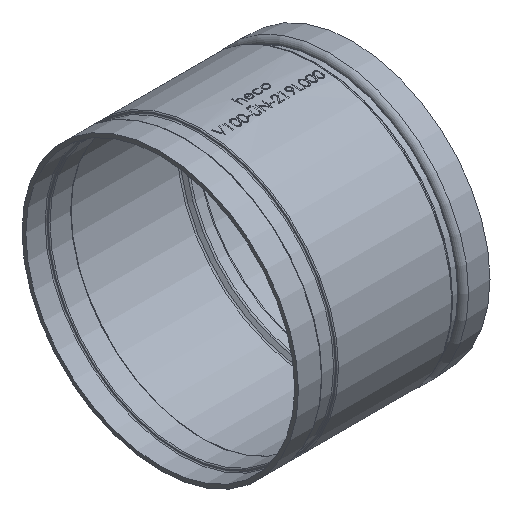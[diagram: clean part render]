
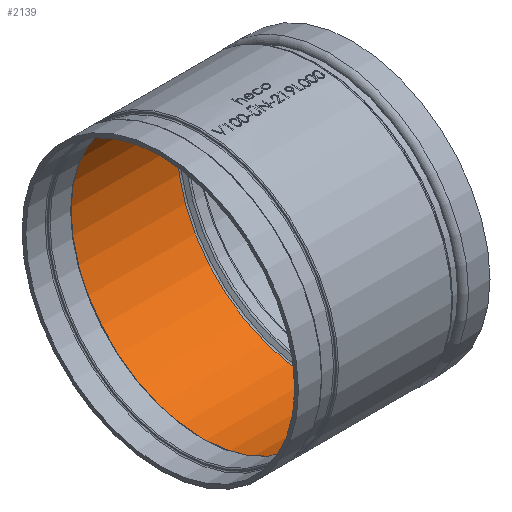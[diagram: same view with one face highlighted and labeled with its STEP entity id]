
A CAD part, isometric view. The second image highlights one B-rep face of the part: STEP entity #2139.
In plain terms, the highlighted cylindrical face has radius 106.54 mm (diameter 213.081 mm), a full revolution.
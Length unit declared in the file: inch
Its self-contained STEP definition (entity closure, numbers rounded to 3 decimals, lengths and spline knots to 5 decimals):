
#545 = DIRECTION ( 'NONE',  ( 1., 0., 0. ) ) ;
#905 = EDGE_LOOP ( 'NONE', ( #16597 ) ) ;
#1441 = CARTESIAN_POINT ( 'NONE',  ( 3.04602, 0., 0. ) ) ;
#2139 = ADVANCED_FACE ( 'NONE', ( #12001, #14613 ), #9228, .F. ) ;
#2656 = DIRECTION ( 'NONE',  ( -1., 0., 0. ) ) ;
#3061 = AXIS2_PLACEMENT_3D ( 'NONE', #5871, #15412, #15533 ) ;
#3890 = DIRECTION ( 'NONE',  ( 0., -1., 0. ) ) ;
#3930 = ORIENTED_EDGE ( 'NONE', *, *, #5308, .F. ) ;
#5308 = EDGE_CURVE ( 'NONE', #9786, #9786, #6157, .T. ) ;
#5871 = CARTESIAN_POINT ( 'NONE',  ( 1.367, 0., 0. ) ) ;
#6157 = CIRCLE ( 'NONE', #3061, 4.1945 ) ;
#6562 = CARTESIAN_POINT ( 'NONE',  ( 4.72381, 0., 0. ) ) ;
#6656 = CARTESIAN_POINT ( 'NONE',  ( 1.367, -4.1945, 0. ) ) ;
#7022 = DIRECTION ( 'NONE',  ( 0., 1., 0. ) ) ;
#9006 = EDGE_LOOP ( 'NONE', ( #3930 ) ) ;
#9228 = CYLINDRICAL_SURFACE ( 'NONE', #15853, 4.1945 ) ;
#9786 = VERTEX_POINT ( 'NONE', #6656 ) ;
#11854 = CARTESIAN_POINT ( 'NONE',  ( 4.72381, -4.1945, 0. ) ) ;
#12001 = FACE_OUTER_BOUND ( 'NONE', #905, .T. ) ;
#13743 = VERTEX_POINT ( 'NONE', #11854 ) ;
#14613 = FACE_OUTER_BOUND ( 'NONE', #9006, .T. ) ;
#14776 = CIRCLE ( 'NONE', #14908, 4.1945 ) ;
#14908 = AXIS2_PLACEMENT_3D ( 'NONE', #6562, #2656, #3890 ) ;
#15412 = DIRECTION ( 'NONE',  ( 1., 0., 0. ) ) ;
#15435 = EDGE_CURVE ( 'NONE', #13743, #13743, #14776, .T. ) ;
#15533 = DIRECTION ( 'NONE',  ( 0., -1., 0. ) ) ;
#15853 = AXIS2_PLACEMENT_3D ( 'NONE', #1441, #545, #7022 ) ;
#16597 = ORIENTED_EDGE ( 'NONE', *, *, #15435, .F. ) ;
